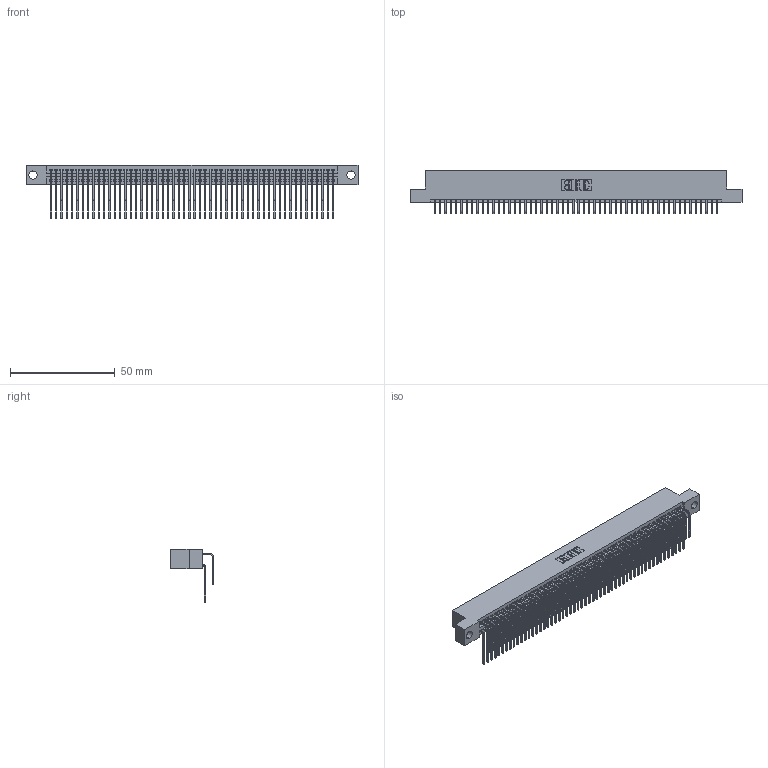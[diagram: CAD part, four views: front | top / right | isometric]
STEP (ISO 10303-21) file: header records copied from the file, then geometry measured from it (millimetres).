
FILE_DESCRIPTION (( 'STEP AP203' ), '1' );
FILE_NAME ('395-108-559-204.STEP', '2021-06-17T17:23:41', ( '' ), ( '' ), 'SwSTEP 2.0', 'SolidWorks 2020', '' );
FILE_SCHEMA (( 'CONFIG_CONTROL_DESIGN' ));
Length unit declared in the file: inch
Products named in the file (4): 345 Part_Flush Mounting Lugs - 0.156 Dia-TI; 345-292-001_558 559 Tail - 1; 345-292-001_559 Tail - 2; 395-108-559-204
Assembly tree (109 placements, depth 2):
  395-108-559-204
    345 Part_Flush Mounting Lugs - 0.156 Dia-TI
    345-292-001_558 559 Tail - 1  x54
    345-292-001_559 Tail - 2  x54
Bounding box: 158.37 x 20.56 x 25.53 mm (x, y, z)
Volume: 16012.6 mm3; surface area: 26683 mm2
Topology: 109 solids, 109 shells, 5756 faces, 17117 edges, 11266 vertices
Faces by surface type: plane 3874, cylinder 1882
Entity records: 42825 total; most frequent: CARTESIAN_POINT 7217, ORIENTED_EDGE 7098, DIRECTION 6321, EDGE_CURVE 3549, VECTOR 3161, LINE 3161, VERTEX_POINT 2362, AXIS2_PLACEMENT_3D 1580
